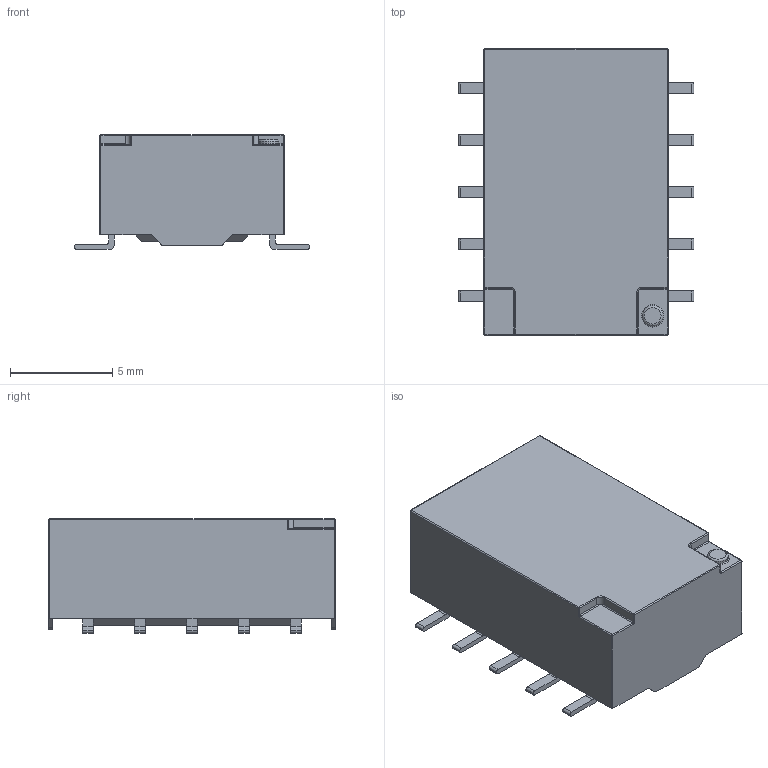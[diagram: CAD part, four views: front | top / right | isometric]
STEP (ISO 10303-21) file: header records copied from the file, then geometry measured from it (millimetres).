
FILE_DESCRIPTION(/* description */ ('Unknown'),/* implementation_level */ '2;1');
FILE_NAME(/* name */ 'TQ2SA-5V',/* time_stamp */ '2023-08-01T11:48:50+02:00',/* author */ ('Unknown'),/* organization */ ('Unknown'),/* preprocessor_version */ 'ST-DEVELOPER v18.102',/* originating_system */ 'Solid Edge',/* authorisation */ 'Unknown');
FILE_SCHEMA (('AUTOMOTIVE_DESIGN {1 0 10303 214 3 1 1}'));
Length unit declared in the file: millimetre
Products named in the file (1): TQ2SA-5V
Bounding box: 11.5 x 14 x 5.6 mm (x, y, z)
Volume: 633.3 mm3; surface area: 522.5 mm2
Topology: 1 solids, 1 shells, 192 faces, 498 edges, 313 vertices
Faces by surface type: plane 105, cylinder 71, torus 8, sphere 8
Full cylindrical faces by diameter (mm): 1 x1
Entity records: 7121 total; most frequent: DIRECTION 1014, CARTESIAN_POINT 1003, ORIENTED_EDGE 972, EDGE_CURVE 486, AXIS2_PLACEMENT_3D 339, LINE 336, VECTOR 336, VERTEX_POINT 312
